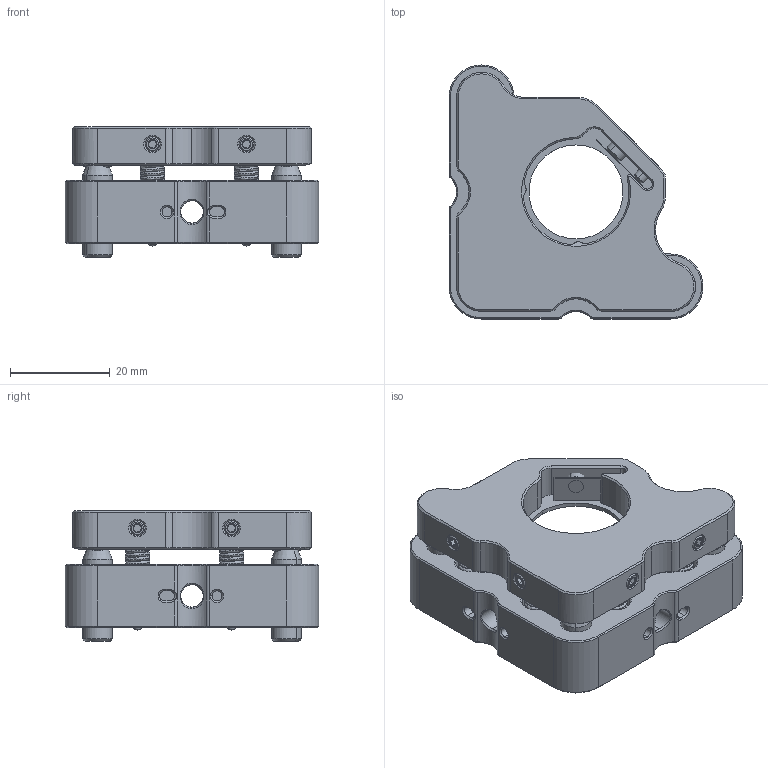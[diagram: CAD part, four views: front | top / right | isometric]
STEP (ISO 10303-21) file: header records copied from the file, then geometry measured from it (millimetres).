
FILE_DESCRIPTION (( 'STEP AP203' ), '1' );
FILE_NAME ('1.1.20.29-ZJO-20-3.STEP', '2024-05-31T06:38:31', ( '' ), ( '' ), 'SwSTEP 2.0', 'SolidWorks 2021', '' );
FILE_SCHEMA (( 'CONFIG_CONTROL_DESIGN' ));
Length unit declared in the file: millimetre
Products named in the file (13): 祥凄詩源倛揤え_32.6.12-QY-1305-0.2; 30.5.87-93，LPJ2.5，M2.5不锈钢平头紧定螺丝_30.5.89-PJ2.5*5; DXS-0625梓袧倰牉挴蹟佪_3.2.2.15-DXS-0625-20; 懦惘坒菜え_32.5.3 QL-耳4x0.6; 30.5.15-14，LPJ4，M4不锈钢平头紧定螺丝_30.5.17-LPJ4*5; 30.5.1-14，LPJ3，M3不锈钢平头紧定螺丝_30.5.6-LPJ3*10; 替代进口不锈钢光学调整架后面板，用于φ1英寸光学元件_1.1.20.6.1_ZJO-1.0-3; 33.1.51-97 φ2不锈钢圆柱销，A_33.1.57-DB-φ2*10; 36.1，440c不锈钢滚珠_36.1.6_GZ-B4; 1.1.20.28.1_替代进口不锈钢光学调整架前面板，用于φ20mm光学元件，顶丝固定; 31.1.31_TL-φ5x23-0.8，2_φ5x17-0.8，双向拉簧，A; 1.1.20.29-ZJO-20-3; DXS-0625梓袧倰鞠褒覃誹ん _3.2.2.15.1-DXS-0625-20
Assembly tree (28 placements, depth 3):
  1.1.20.29-ZJO-20-3
    替代进口不锈钢光学调整架后面板，用于φ1英寸光学元件_1.1.20.6.1_ZJO-1.0-3
    1.1.20.28.1_替代进口不锈钢光学调整架前面板，用于φ20mm光学元件，顶丝固定
    祥凄詩源倛揤え_32.6.12-QY-1305-0.2
    懦惘坒菜え_32.5.3 QL-耳4x0.6  x6
    DXS-0625梓袧倰牉挴蹟佪_3.2.2.15-DXS-0625-20  x3
      DXS-0625梓袧倰鞠褒覃誹ん _3.2.2.15.1-DXS-0625-20
      36.1，440c不锈钢滚珠_36.1.6_GZ-B4
    30.5.15-14，LPJ4，M4不锈钢平头紧定螺丝_30.5.17-LPJ4*5
    30.5.87-93，LPJ2.5，M2.5不锈钢平头紧定螺丝_30.5.89-PJ2.5*5
    31.1.31_TL-φ5x23-0.8，2_φ5x17-0.8，双向拉簧，A  x4
    33.1.51-97 φ2不锈钢圆柱销，A_33.1.57-DB-φ2*10  x4
    30.5.1-14，LPJ3，M3不锈钢平头紧定螺丝_30.5.6-LPJ3*10  x4
Bounding box: 50.8 x 50.8 x 26.13 mm (x, y, z)
Volume: 22143.6 mm3; surface area: 16867.1 mm2
Topology: 29 solids, 29 shells, 702 faces, 1615 edges, 969 vertices
Faces by surface type: plane 235, cone 230, cylinder 171, bspline 36, torus 24, sphere 6
Entity records: 28391 total; most frequent: CARTESIAN_POINT 14603, DIRECTION 2613, ORIENTED_EDGE 2422, EDGE_CURVE 1211, AXIS2_PLACEMENT_3D 1009, VERTEX_POINT 732, LINE 595, VECTOR 595
